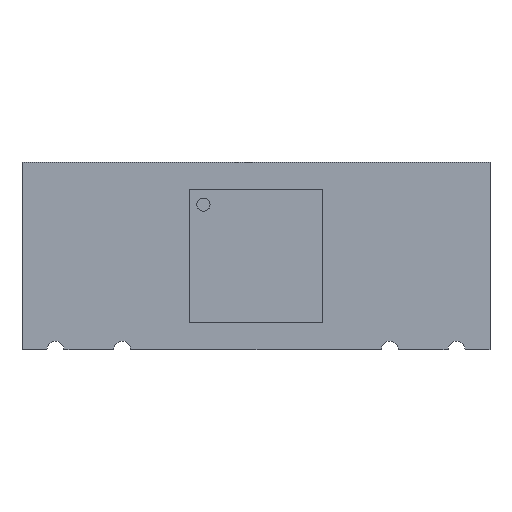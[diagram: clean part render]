
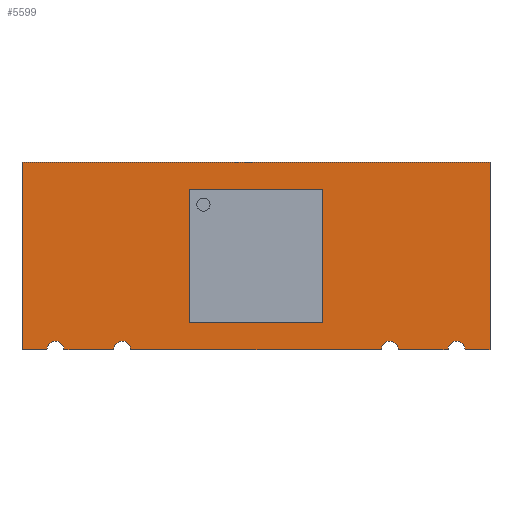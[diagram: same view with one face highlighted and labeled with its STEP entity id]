
A CAD part, top view. The second image highlights one B-rep face of the part: STEP entity #5599.
In plain terms, the highlighted planar face has unit normal (0, 0, 1).
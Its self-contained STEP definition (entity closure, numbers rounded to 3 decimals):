
#5450 = VERTEX_POINT('',#5451);
#5451 = CARTESIAN_POINT('',(111.5,-68.9,0.102));
#5457 = EDGE_CURVE('',#5450,#5458,#5460,.T.);
#5458 = VERTEX_POINT('',#5459);
#5459 = CARTESIAN_POINT('',(111.127,-68.9,0.102));
#5460 = LINE('',#5461,#5462);
#5461 = CARTESIAN_POINT('',(111.5,-68.9,0.102));
#5462 = VECTOR('',#5463,1.);
#5463 = DIRECTION('',(-1.,0.,0.));
#5579 = EDGE_CURVE('',#5580,#5458,#5582,.T.);
#5580 = VERTEX_POINT('',#5581);
#5581 = CARTESIAN_POINT('',(110.873,-68.9,0.102));
#5582 = CIRCLE('',#5583,0.127);
#5583 = AXIS2_PLACEMENT_3D('',#5584,#5585,#5586);
#5584 = CARTESIAN_POINT('',(111.,-68.9,0.102));
#5585 = DIRECTION('',(-0.,0.,-1.));
#5586 = DIRECTION('',(-0.,-1.,0.));
#5599 = ADVANCED_FACE('',(#5600),#5685,.T.);
#5600 = FACE_BOUND('',#5601,.T.);
#5601 = EDGE_LOOP('',(#5602,#5603,#5611,#5619,#5627,#5635,#5644,#5652,
    #5661,#5669,#5678,#5684));
#5602 = ORIENTED_EDGE('',*,*,#5457,.F.);
#5603 = ORIENTED_EDGE('',*,*,#5604,.F.);
#5604 = EDGE_CURVE('',#5605,#5450,#5607,.T.);
#5605 = VERTEX_POINT('',#5606);
#5606 = CARTESIAN_POINT('',(111.5,-66.1,0.102));
#5607 = LINE('',#5608,#5609);
#5608 = CARTESIAN_POINT('',(111.5,-66.1,0.102));
#5609 = VECTOR('',#5610,1.);
#5610 = DIRECTION('',(0.,-1.,0.));
#5611 = ORIENTED_EDGE('',*,*,#5612,.F.);
#5612 = EDGE_CURVE('',#5613,#5605,#5615,.T.);
#5613 = VERTEX_POINT('',#5614);
#5614 = CARTESIAN_POINT('',(104.5,-66.1,0.102));
#5615 = LINE('',#5616,#5617);
#5616 = CARTESIAN_POINT('',(104.5,-66.1,0.102));
#5617 = VECTOR('',#5618,1.);
#5618 = DIRECTION('',(1.,0.,0.));
#5619 = ORIENTED_EDGE('',*,*,#5620,.F.);
#5620 = EDGE_CURVE('',#5621,#5613,#5623,.T.);
#5621 = VERTEX_POINT('',#5622);
#5622 = CARTESIAN_POINT('',(104.5,-68.9,0.102));
#5623 = LINE('',#5624,#5625);
#5624 = CARTESIAN_POINT('',(104.5,-68.9,0.102));
#5625 = VECTOR('',#5626,1.);
#5626 = DIRECTION('',(0.,1.,0.));
#5627 = ORIENTED_EDGE('',*,*,#5628,.F.);
#5628 = EDGE_CURVE('',#5629,#5621,#5631,.T.);
#5629 = VERTEX_POINT('',#5630);
#5630 = CARTESIAN_POINT('',(104.873,-68.9,0.102));
#5631 = LINE('',#5632,#5633);
#5632 = CARTESIAN_POINT('',(111.5,-68.9,0.102));
#5633 = VECTOR('',#5634,1.);
#5634 = DIRECTION('',(-1.,0.,0.));
#5635 = ORIENTED_EDGE('',*,*,#5636,.T.);
#5636 = EDGE_CURVE('',#5629,#5637,#5639,.T.);
#5637 = VERTEX_POINT('',#5638);
#5638 = CARTESIAN_POINT('',(105.127,-68.9,0.102));
#5639 = CIRCLE('',#5640,0.127);
#5640 = AXIS2_PLACEMENT_3D('',#5641,#5642,#5643);
#5641 = CARTESIAN_POINT('',(105.,-68.9,0.102));
#5642 = DIRECTION('',(-0.,0.,-1.));
#5643 = DIRECTION('',(-0.,-1.,0.));
#5644 = ORIENTED_EDGE('',*,*,#5645,.F.);
#5645 = EDGE_CURVE('',#5646,#5637,#5648,.T.);
#5646 = VERTEX_POINT('',#5647);
#5647 = CARTESIAN_POINT('',(105.873,-68.9,0.102));
#5648 = LINE('',#5649,#5650);
#5649 = CARTESIAN_POINT('',(111.5,-68.9,0.102));
#5650 = VECTOR('',#5651,1.);
#5651 = DIRECTION('',(-1.,0.,0.));
#5652 = ORIENTED_EDGE('',*,*,#5653,.T.);
#5653 = EDGE_CURVE('',#5646,#5654,#5656,.T.);
#5654 = VERTEX_POINT('',#5655);
#5655 = CARTESIAN_POINT('',(106.127,-68.9,0.102));
#5656 = CIRCLE('',#5657,0.127);
#5657 = AXIS2_PLACEMENT_3D('',#5658,#5659,#5660);
#5658 = CARTESIAN_POINT('',(106.,-68.9,0.102));
#5659 = DIRECTION('',(-0.,0.,-1.));
#5660 = DIRECTION('',(-0.,-1.,0.));
#5661 = ORIENTED_EDGE('',*,*,#5662,.F.);
#5662 = EDGE_CURVE('',#5663,#5654,#5665,.T.);
#5663 = VERTEX_POINT('',#5664);
#5664 = CARTESIAN_POINT('',(109.873,-68.9,0.102));
#5665 = LINE('',#5666,#5667);
#5666 = CARTESIAN_POINT('',(111.5,-68.9,0.102));
#5667 = VECTOR('',#5668,1.);
#5668 = DIRECTION('',(-1.,0.,0.));
#5669 = ORIENTED_EDGE('',*,*,#5670,.T.);
#5670 = EDGE_CURVE('',#5663,#5671,#5673,.T.);
#5671 = VERTEX_POINT('',#5672);
#5672 = CARTESIAN_POINT('',(110.127,-68.9,0.102));
#5673 = CIRCLE('',#5674,0.127);
#5674 = AXIS2_PLACEMENT_3D('',#5675,#5676,#5677);
#5675 = CARTESIAN_POINT('',(110.,-68.9,0.102));
#5676 = DIRECTION('',(-0.,0.,-1.));
#5677 = DIRECTION('',(-0.,-1.,0.));
#5678 = ORIENTED_EDGE('',*,*,#5679,.F.);
#5679 = EDGE_CURVE('',#5580,#5671,#5680,.T.);
#5680 = LINE('',#5681,#5682);
#5681 = CARTESIAN_POINT('',(111.5,-68.9,0.102));
#5682 = VECTOR('',#5683,1.);
#5683 = DIRECTION('',(-1.,0.,0.));
#5684 = ORIENTED_EDGE('',*,*,#5579,.T.);
#5685 = PLANE('',#5686);
#5686 = AXIS2_PLACEMENT_3D('',#5687,#5688,#5689);
#5687 = CARTESIAN_POINT('',(0.,0.,0.102));
#5688 = DIRECTION('',(0.,0.,1.));
#5689 = DIRECTION('',(1.,0.,-0.));
